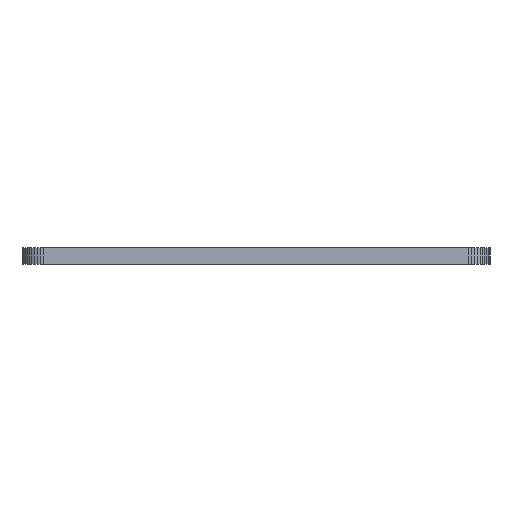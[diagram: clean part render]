
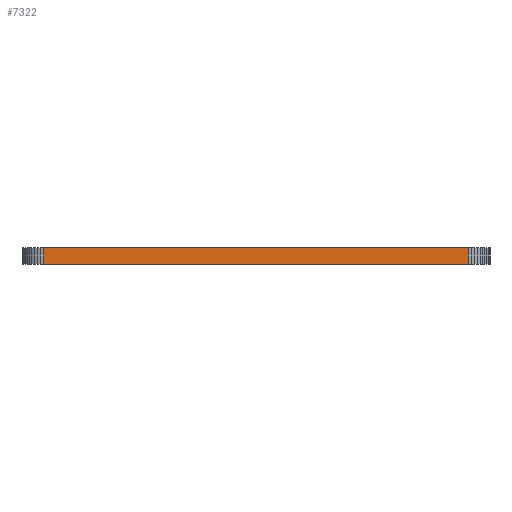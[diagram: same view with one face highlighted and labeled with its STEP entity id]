
A CAD part, front view. The second image highlights one B-rep face of the part: STEP entity #7322.
In plain terms, the highlighted planar face has unit normal (0, -1, 0).
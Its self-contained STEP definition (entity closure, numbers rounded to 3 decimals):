
#83 = PLANE('',#84);
#84 = AXIS2_PLACEMENT_3D('',#85,#86,#87);
#85 = CARTESIAN_POINT('',(100.,-100.,1.58));
#86 = DIRECTION('',(-0.,-0.,-1.));
#87 = DIRECTION('',(-1.,0.,0.));
#137 = PLANE('',#138);
#138 = AXIS2_PLACEMENT_3D('',#139,#140,#141);
#139 = CARTESIAN_POINT('',(100.,-100.,0.));
#140 = DIRECTION('',(-0.,-0.,-1.));
#141 = DIRECTION('',(-1.,0.,0.));
#834 = VERTEX_POINT('',#835);
#835 = CARTESIAN_POINT('',(120.,-135.5,0.));
#849 = PLANE('',#850);
#850 = AXIS2_PLACEMENT_3D('',#851,#852,#853);
#851 = CARTESIAN_POINT('',(120.285,-135.48,0.));
#852 = DIRECTION('',(0.071,-0.997,0.));
#853 = DIRECTION('',(-0.997,-0.071,0.));
#861 = EDGE_CURVE('',#834,#862,#864,.T.);
#862 = VERTEX_POINT('',#863);
#863 = CARTESIAN_POINT('',(80.,-135.5,0.));
#864 = SURFACE_CURVE('',#865,(#869,#876),.PCURVE_S1.);
#865 = LINE('',#866,#867);
#866 = CARTESIAN_POINT('',(120.,-135.5,0.));
#867 = VECTOR('',#868,1.);
#868 = DIRECTION('',(-1.,0.,0.));
#869 = PCURVE('',#137,#870);
#870 = DEFINITIONAL_REPRESENTATION('',(#871),#875);
#871 = LINE('',#872,#873);
#872 = CARTESIAN_POINT('',(-20.,-35.5));
#873 = VECTOR('',#874,1.);
#874 = DIRECTION('',(1.,0.));
#875 = ( GEOMETRIC_REPRESENTATION_CONTEXT(2) 
PARAMETRIC_REPRESENTATION_CONTEXT() REPRESENTATION_CONTEXT('2D SPACE',''
  ) );
#876 = PCURVE('',#877,#882);
#877 = PLANE('',#878);
#878 = AXIS2_PLACEMENT_3D('',#879,#880,#881);
#879 = CARTESIAN_POINT('',(120.,-135.5,0.));
#880 = DIRECTION('',(0.,-1.,0.));
#881 = DIRECTION('',(-1.,0.,0.));
#882 = DEFINITIONAL_REPRESENTATION('',(#883),#887);
#883 = LINE('',#884,#885);
#884 = CARTESIAN_POINT('',(0.,-0.));
#885 = VECTOR('',#886,1.);
#886 = DIRECTION('',(1.,0.));
#887 = ( GEOMETRIC_REPRESENTATION_CONTEXT(2) 
PARAMETRIC_REPRESENTATION_CONTEXT() REPRESENTATION_CONTEXT('2D SPACE',''
  ) );
#905 = PLANE('',#906);
#906 = AXIS2_PLACEMENT_3D('',#907,#908,#909);
#907 = CARTESIAN_POINT('',(80.,-135.5,0.));
#908 = DIRECTION('',(-0.071,-0.997,0.));
#909 = DIRECTION('',(-0.997,0.071,0.));
#3974 = VERTEX_POINT('',#3975);
#3975 = CARTESIAN_POINT('',(120.,-135.5,1.58));
#3996 = EDGE_CURVE('',#3974,#3997,#3999,.T.);
#3997 = VERTEX_POINT('',#3998);
#3998 = CARTESIAN_POINT('',(80.,-135.5,1.58));
#3999 = SURFACE_CURVE('',#4000,(#4004,#4011),.PCURVE_S1.);
#4000 = LINE('',#4001,#4002);
#4001 = CARTESIAN_POINT('',(120.,-135.5,1.58));
#4002 = VECTOR('',#4003,1.);
#4003 = DIRECTION('',(-1.,0.,0.));
#4004 = PCURVE('',#83,#4005);
#4005 = DEFINITIONAL_REPRESENTATION('',(#4006),#4010);
#4006 = LINE('',#4007,#4008);
#4007 = CARTESIAN_POINT('',(-20.,-35.5));
#4008 = VECTOR('',#4009,1.);
#4009 = DIRECTION('',(1.,0.));
#4010 = ( GEOMETRIC_REPRESENTATION_CONTEXT(2) 
PARAMETRIC_REPRESENTATION_CONTEXT() REPRESENTATION_CONTEXT('2D SPACE',''
  ) );
#4011 = PCURVE('',#877,#4012);
#4012 = DEFINITIONAL_REPRESENTATION('',(#4013),#4017);
#4013 = LINE('',#4014,#4015);
#4014 = CARTESIAN_POINT('',(0.,-1.58));
#4015 = VECTOR('',#4016,1.);
#4016 = DIRECTION('',(1.,0.));
#4017 = ( GEOMETRIC_REPRESENTATION_CONTEXT(2) 
PARAMETRIC_REPRESENTATION_CONTEXT() REPRESENTATION_CONTEXT('2D SPACE',''
  ) );
#7274 = EDGE_CURVE('',#834,#3974,#7275,.T.);
#7275 = SURFACE_CURVE('',#7276,(#7280,#7287),.PCURVE_S1.);
#7276 = LINE('',#7277,#7278);
#7277 = CARTESIAN_POINT('',(120.,-135.5,0.));
#7278 = VECTOR('',#7279,1.);
#7279 = DIRECTION('',(0.,0.,1.));
#7280 = PCURVE('',#849,#7281);
#7281 = DEFINITIONAL_REPRESENTATION('',(#7282),#7286);
#7282 = LINE('',#7283,#7284);
#7283 = CARTESIAN_POINT('',(0.285,0.));
#7284 = VECTOR('',#7285,1.);
#7285 = DIRECTION('',(0.,-1.));
#7286 = ( GEOMETRIC_REPRESENTATION_CONTEXT(2) 
PARAMETRIC_REPRESENTATION_CONTEXT() REPRESENTATION_CONTEXT('2D SPACE',''
  ) );
#7287 = PCURVE('',#877,#7288);
#7288 = DEFINITIONAL_REPRESENTATION('',(#7289),#7293);
#7289 = LINE('',#7290,#7291);
#7290 = CARTESIAN_POINT('',(0.,-0.));
#7291 = VECTOR('',#7292,1.);
#7292 = DIRECTION('',(0.,-1.));
#7293 = ( GEOMETRIC_REPRESENTATION_CONTEXT(2) 
PARAMETRIC_REPRESENTATION_CONTEXT() REPRESENTATION_CONTEXT('2D SPACE',''
  ) );
#7322 = ADVANCED_FACE('',(#7323),#877,.T.);
#7323 = FACE_BOUND('',#7324,.T.);
#7324 = EDGE_LOOP('',(#7325,#7326,#7327,#7348));
#7325 = ORIENTED_EDGE('',*,*,#7274,.T.);
#7326 = ORIENTED_EDGE('',*,*,#3996,.T.);
#7327 = ORIENTED_EDGE('',*,*,#7328,.F.);
#7328 = EDGE_CURVE('',#862,#3997,#7329,.T.);
#7329 = SURFACE_CURVE('',#7330,(#7334,#7341),.PCURVE_S1.);
#7330 = LINE('',#7331,#7332);
#7331 = CARTESIAN_POINT('',(80.,-135.5,0.));
#7332 = VECTOR('',#7333,1.);
#7333 = DIRECTION('',(0.,0.,1.));
#7334 = PCURVE('',#877,#7335);
#7335 = DEFINITIONAL_REPRESENTATION('',(#7336),#7340);
#7336 = LINE('',#7337,#7338);
#7337 = CARTESIAN_POINT('',(40.,0.));
#7338 = VECTOR('',#7339,1.);
#7339 = DIRECTION('',(0.,-1.));
#7340 = ( GEOMETRIC_REPRESENTATION_CONTEXT(2) 
PARAMETRIC_REPRESENTATION_CONTEXT() REPRESENTATION_CONTEXT('2D SPACE',''
  ) );
#7341 = PCURVE('',#905,#7342);
#7342 = DEFINITIONAL_REPRESENTATION('',(#7343),#7347);
#7343 = LINE('',#7344,#7345);
#7344 = CARTESIAN_POINT('',(0.,0.));
#7345 = VECTOR('',#7346,1.);
#7346 = DIRECTION('',(0.,-1.));
#7347 = ( GEOMETRIC_REPRESENTATION_CONTEXT(2) 
PARAMETRIC_REPRESENTATION_CONTEXT() REPRESENTATION_CONTEXT('2D SPACE',''
  ) );
#7348 = ORIENTED_EDGE('',*,*,#861,.F.);
